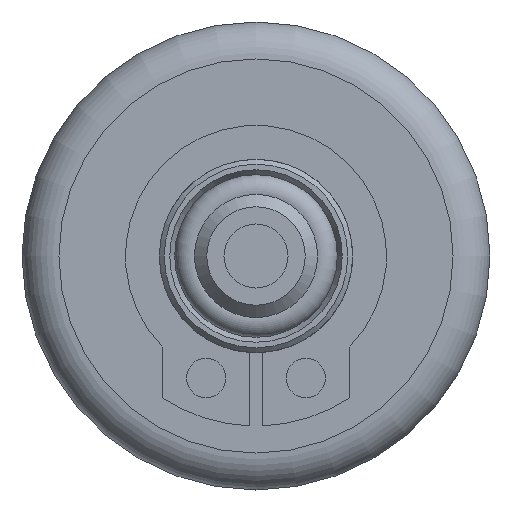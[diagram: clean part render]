
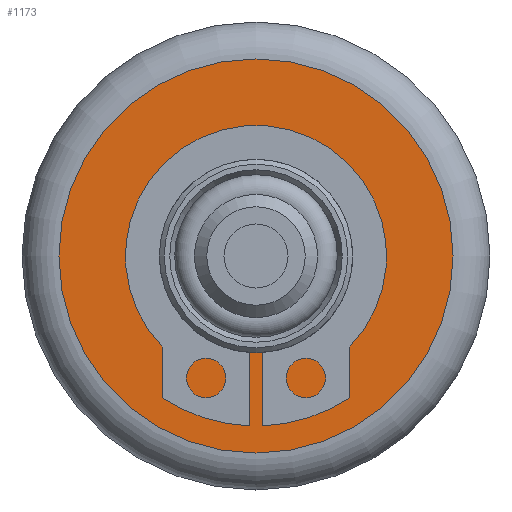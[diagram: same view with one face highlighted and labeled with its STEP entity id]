
A CAD part, front view. The second image highlights one B-rep face of the part: STEP entity #1173.
In plain terms, the highlighted planar face has unit normal (0, -1, 0).
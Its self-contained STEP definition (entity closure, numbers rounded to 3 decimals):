
#1146=CARTESIAN_POINT('',(-5.963,15.0,0.0));
#1147=DIRECTION('',(0.0,-1.0,0.0));
#1148=DIRECTION('',(0.0,0.0,-1.0));
#1149=AXIS2_PLACEMENT_3D('',#1146,#1147,#1148);
#1150=PLANE('',#1149);
#1151=CARTESIAN_POINT('',(-8.,15.0,0.0));
#1152=VERTEX_POINT('',#1151);
#1153=CARTESIAN_POINT('',(0.0,15.0,0.0));
#1154=DIRECTION('',(0.0,1.0,0.0));
#1155=DIRECTION('',(-1.0,0.0,0.0));
#1156=AXIS2_PLACEMENT_3D('',#1153,#1154,#1155);
#1157=CIRCLE('',#1156,8.);
#1158=EDGE_CURVE('',#1152,#1152,#1157,.T.);
#1159=ORIENTED_EDGE('',*,*,#1158,.F.);
#1160=EDGE_LOOP('',(#1159));
#1161=FACE_OUTER_BOUND('',#1160,.T.);
#1162=CARTESIAN_POINT('',(-3.925,15.0,0.0));
#1163=VERTEX_POINT('',#1162);
#1164=CARTESIAN_POINT('',(0.0,15.0,0.0));
#1165=DIRECTION('',(0.0,1.0,0.0));
#1166=DIRECTION('',(-1.0,0.0,0.0));
#1167=AXIS2_PLACEMENT_3D('',#1164,#1165,#1166);
#1168=CIRCLE('',#1167,3.925);
#1169=EDGE_CURVE('',#1163,#1163,#1168,.T.);
#1170=ORIENTED_EDGE('',*,*,#1169,.T.);
#1171=EDGE_LOOP('',(#1170));
#1172=FACE_BOUND('',#1171,.T.);
#1173=ADVANCED_FACE('',(#1161,#1172),#1150,.T.);
